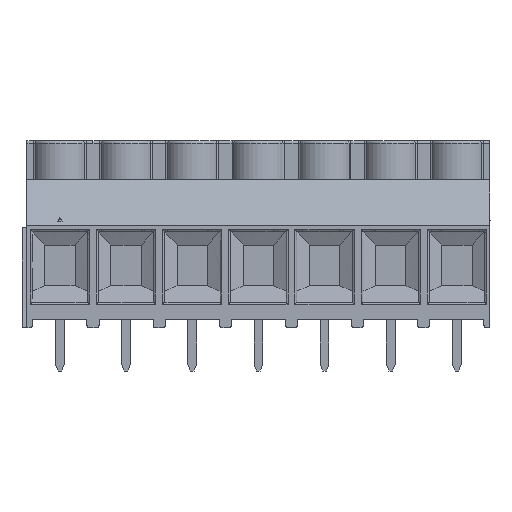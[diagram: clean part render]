
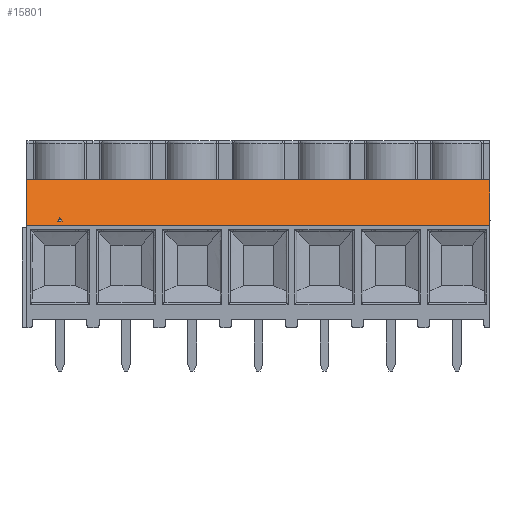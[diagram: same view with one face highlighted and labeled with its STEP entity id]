
A CAD part, top view. The second image highlights one B-rep face of the part: STEP entity #15801.
In plain terms, the highlighted planar face has unit normal (0, 0.454, 0.891).
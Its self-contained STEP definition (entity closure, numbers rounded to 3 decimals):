
#134 = PLANE ( 'NONE',  #28019 ) ;
#149 = CARTESIAN_POINT ( 'NONE',  ( 53.34, 11.8, 12.15 ) ) ;
#413 = VERTEX_POINT ( 'NONE', #9397 ) ;
#510 = CARTESIAN_POINT ( 'NONE',  ( 4.06, 12.245, 11.923 ) ) ;
#1252 = CARTESIAN_POINT ( 'NONE',  ( 53.34, 11.8, 12.15 ) ) ;
#3498 = DIRECTION ( 'NONE',  ( 0., -0.891, 0.454 ) ) ;
#3746 = EDGE_CURVE ( 'NONE', #17101, #30984, #17131, .T. ) ;
#3822 = FACE_OUTER_BOUND ( 'NONE', #35723, .T. ) ;
#5961 = CARTESIAN_POINT ( 'NONE',  ( 53.34, 17., 9.5 ) ) ;
#6155 = EDGE_CURVE ( 'NONE', #16713, #413, #36316, .T. ) ;
#7270 = VERTEX_POINT ( 'NONE', #21892 ) ;
#8266 = DIRECTION ( 'NONE',  ( -0.447, 0.797, -0.406 ) ) ;
#9397 = CARTESIAN_POINT ( 'NONE',  ( 3.81, 12.691, 11.696 ) ) ;
#10071 = DIRECTION ( 'NONE',  ( -0.447, -0.797, 0.406 ) ) ;
#10202 = EDGE_LOOP ( 'NONE', ( #19417, #20676, #28478 ) ) ;
#10684 = VECTOR ( 'NONE', #10071, 1000. ) ;
#11072 = DIRECTION ( 'NONE',  ( 0., -0.891, 0.454 ) ) ;
#12503 = ORIENTED_EDGE ( 'NONE', *, *, #3746, .T. ) ;
#13740 = ORIENTED_EDGE ( 'NONE', *, *, #29659, .F. ) ;
#14379 = VECTOR ( 'NONE', #8266, 1000. ) ;
#14788 = CARTESIAN_POINT ( 'NONE',  ( 4.06, 12.245, 11.923 ) ) ;
#15743 = CARTESIAN_POINT ( 'NONE',  ( 53.34, 17., 9.5 ) ) ;
#15801 = ADVANCED_FACE ( 'NONE', ( #25565, #3822 ), #134, .F. ) ;
#16554 = CARTESIAN_POINT ( 'NONE',  ( 53.34, 17., 9.5 ) ) ;
#16713 = VERTEX_POINT ( 'NONE', #510 ) ;
#17101 = VERTEX_POINT ( 'NONE', #30797 ) ;
#17131 = LINE ( 'NONE', #16554, #30007 ) ;
#17150 = LINE ( 'NONE', #29904, #35216 ) ;
#17511 = EDGE_CURVE ( 'NONE', #7270, #16713, #24587, .T. ) ;
#17934 = ORIENTED_EDGE ( 'NONE', *, *, #40554, .T. ) ;
#18996 = DIRECTION ( 'NONE',  ( 0., 0.891, -0.454 ) ) ;
#19334 = CARTESIAN_POINT ( 'NONE',  ( 0., 17., 9.5 ) ) ;
#19417 = ORIENTED_EDGE ( 'NONE', *, *, #6155, .F. ) ;
#20676 = ORIENTED_EDGE ( 'NONE', *, *, #17511, .F. ) ;
#20696 = CARTESIAN_POINT ( 'NONE',  ( 3.56, 12.245, 11.923 ) ) ;
#21453 = CARTESIAN_POINT ( 'NONE',  ( 0., 11.8, 12.15 ) ) ;
#21892 = CARTESIAN_POINT ( 'NONE',  ( 3.56, 12.245, 11.923 ) ) ;
#22112 = LINE ( 'NONE', #5961, #34530 ) ;
#22182 = ORIENTED_EDGE ( 'NONE', *, *, #40232, .F. ) ;
#24587 = LINE ( 'NONE', #20696, #39753 ) ;
#25565 = FACE_BOUND ( 'NONE', #10202, .T. ) ;
#26229 = CARTESIAN_POINT ( 'NONE',  ( 3.81, 12.691, 11.696 ) ) ;
#28019 = AXIS2_PLACEMENT_3D ( 'NONE', #15743, #34371, #18996 ) ;
#28435 = VERTEX_POINT ( 'NONE', #21453 ) ;
#28478 = ORIENTED_EDGE ( 'NONE', *, *, #30541, .F. ) ;
#29659 = EDGE_CURVE ( 'NONE', #39262, #28435, #35068, .T. ) ;
#29904 = CARTESIAN_POINT ( 'NONE',  ( 0., 17., 9.5 ) ) ;
#30007 = VECTOR ( 'NONE', #38714, 1000. ) ;
#30541 = EDGE_CURVE ( 'NONE', #413, #7270, #38733, .T. ) ;
#30797 = CARTESIAN_POINT ( 'NONE',  ( 53.34, 17., 9.5 ) ) ;
#30984 = VERTEX_POINT ( 'NONE', #19334 ) ;
#34029 = DIRECTION ( 'NONE',  ( 1., 0., 0. ) ) ;
#34371 = DIRECTION ( 'NONE',  ( 0., -0.454, -0.891 ) ) ;
#34530 = VECTOR ( 'NONE', #3498, 1000. ) ;
#35068 = LINE ( 'NONE', #1252, #35430 ) ;
#35216 = VECTOR ( 'NONE', #11072, 1000. ) ;
#35263 = DIRECTION ( 'NONE',  ( -1., 0., 0. ) ) ;
#35430 = VECTOR ( 'NONE', #35263, 1000. ) ;
#35723 = EDGE_LOOP ( 'NONE', ( #17934, #13740, #22182, #12503 ) ) ;
#36316 = LINE ( 'NONE', #14788, #14379 ) ;
#38714 = DIRECTION ( 'NONE',  ( -1., 0., 0. ) ) ;
#38733 = LINE ( 'NONE', #26229, #10684 ) ;
#39262 = VERTEX_POINT ( 'NONE', #149 ) ;
#39753 = VECTOR ( 'NONE', #34029, 1000. ) ;
#40232 = EDGE_CURVE ( 'NONE', #17101, #39262, #22112, .T. ) ;
#40554 = EDGE_CURVE ( 'NONE', #30984, #28435, #17150, .T. ) ;
